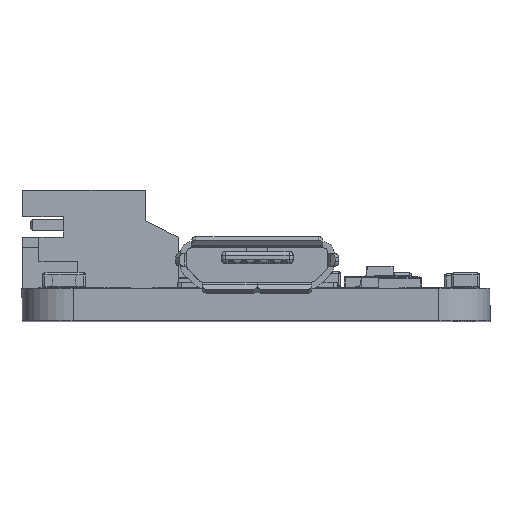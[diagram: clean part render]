
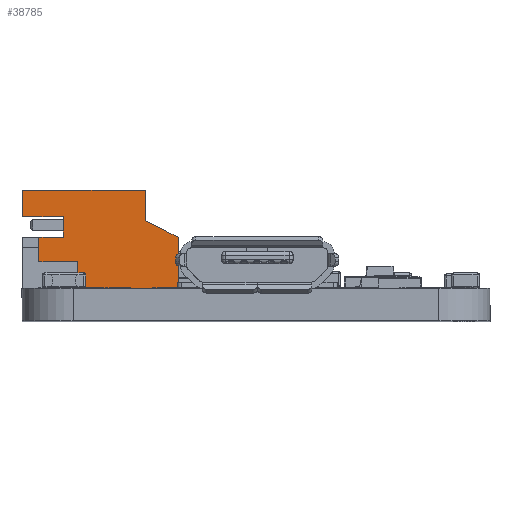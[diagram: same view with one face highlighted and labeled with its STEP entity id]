
A CAD part, top view. The second image highlights one B-rep face of the part: STEP entity #38785.
In plain terms, the highlighted face is planar.
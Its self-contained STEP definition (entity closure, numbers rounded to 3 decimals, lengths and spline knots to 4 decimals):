
#3265=PLANE('',#41642);
#6313=LINE('',#64791,#10313);
#6334=LINE('',#64834,#10334);
#6415=LINE('',#64991,#10415);
#6417=LINE('',#64995,#10417);
#6419=LINE('',#64999,#10419);
#6420=LINE('',#65002,#10420);
#6423=LINE('',#65007,#10423);
#6424=LINE('',#65009,#10424);
#6426=LINE('',#65014,#10426);
#6428=LINE('',#65017,#10428);
#6457=LINE('',#65073,#10457);
#6459=LINE('',#65076,#10459);
#10313=VECTOR('',#48432,1.5);
#10334=VECTOR('',#48459,1.2);
#10415=VECTOR('',#48600,1.2);
#10417=VECTOR('',#48604,1.9);
#10419=VECTOR('',#48608,1.3);
#10420=VECTOR('',#48611,4.9);
#10423=VECTOR('',#48616,2.5);
#10424=VECTOR('',#48619,1.7889);
#10426=VECTOR('',#48623,2.);
#10428=VECTOR('',#48627,1.);
#10457=VECTOR('',#48678,1.3);
#10459=VECTOR('',#48682,6.);
#13381=FACE_OUTER_BOUND('',#15684,.T.);
#15684=EDGE_LOOP('',(#33688,#33689,#33690,#33691,#33692,#33693,#33694,#33695,
#33696,#33697,#33698,#33699));
#19562=VERTEX_POINT('',#64788);
#19563=VERTEX_POINT('',#64790);
#19581=VERTEX_POINT('',#64832);
#19582=VERTEX_POINT('',#64833);
#19628=VERTEX_POINT('',#64989);
#19629=VERTEX_POINT('',#64993);
#19630=VERTEX_POINT('',#64997);
#19631=VERTEX_POINT('',#65001);
#19632=VERTEX_POINT('',#65005);
#19633=VERTEX_POINT('',#65011);
#19634=VERTEX_POINT('',#65013);
#19650=VERTEX_POINT('',#65072);
#24388=EDGE_CURVE('',#19562,#19563,#6313,.F.);
#24409=EDGE_CURVE('',#19581,#19582,#6334,.F.);
#24490=EDGE_CURVE('',#19582,#19628,#6415,.F.);
#24492=EDGE_CURVE('',#19628,#19629,#6417,.T.);
#24494=EDGE_CURVE('',#19629,#19630,#6419,.F.);
#24495=EDGE_CURVE('',#19630,#19631,#6420,.T.);
#24498=EDGE_CURVE('',#19631,#19632,#6423,.T.);
#24499=EDGE_CURVE('',#19632,#19563,#6424,.T.);
#24501=EDGE_CURVE('',#19634,#19633,#6426,.T.);
#24503=EDGE_CURVE('',#19633,#19581,#6428,.F.);
#24532=EDGE_CURVE('',#19650,#19634,#6457,.F.);
#24534=EDGE_CURVE('',#19650,#19562,#6459,.F.);
#33688=ORIENTED_EDGE('',*,*,#24501,.T.);
#33689=ORIENTED_EDGE('',*,*,#24503,.T.);
#33690=ORIENTED_EDGE('',*,*,#24409,.T.);
#33691=ORIENTED_EDGE('',*,*,#24490,.T.);
#33692=ORIENTED_EDGE('',*,*,#24492,.T.);
#33693=ORIENTED_EDGE('',*,*,#24494,.T.);
#33694=ORIENTED_EDGE('',*,*,#24495,.T.);
#33695=ORIENTED_EDGE('',*,*,#24498,.T.);
#33696=ORIENTED_EDGE('',*,*,#24499,.T.);
#33697=ORIENTED_EDGE('',*,*,#24388,.F.);
#33698=ORIENTED_EDGE('',*,*,#24534,.F.);
#33699=ORIENTED_EDGE('',*,*,#24532,.T.);
#38785=ADVANCED_FACE('',(#13381),#3265,.T.);
#41642=AXIS2_PLACEMENT_3D('',#65075,#48680,#48681);
#48432=DIRECTION('',(0.,1.,0.));
#48459=DIRECTION('',(0.,0.,-1.));
#48600=DIRECTION('',(0.,1.,0.));
#48604=DIRECTION('',(0.,0.,-1.));
#48608=DIRECTION('',(0.,1.,0.));
#48611=DIRECTION('',(0.,0.,-1.));
#48616=DIRECTION('',(0.,1.,0.));
#48619=DIRECTION('',(0.,0.447,0.894));
#48623=DIRECTION('',(0.,0.,-1.));
#48627=DIRECTION('',(0.,1.,0.));
#48678=DIRECTION('',(0.,1.,0.));
#48680=DIRECTION('center_axis',(1.,0.,0.));
#48681=DIRECTION('ref_axis',(0.,0.,-1.));
#48682=DIRECTION('',(0.,0.,1.));
#64788=CARTESIAN_POINT('',(3.95,4.8,-6.));
#64790=CARTESIAN_POINT('',(3.95,3.3,-6.));
#64791=CARTESIAN_POINT('',(3.95,3.3,-6.));
#64832=CARTESIAN_POINT('',(3.95,2.5,-2.));
#64833=CARTESIAN_POINT('',(3.95,2.5,-0.8));
#64834=CARTESIAN_POINT('',(3.95,2.5,-0.8));
#64989=CARTESIAN_POINT('',(3.95,1.3,-0.8));
#64991=CARTESIAN_POINT('',(3.95,1.3,-0.8));
#64993=CARTESIAN_POINT('',(3.95,1.3,-2.7));
#64995=CARTESIAN_POINT('',(3.95,1.3,-0.8));
#64997=CARTESIAN_POINT('',(3.95,0.,-2.7));
#64999=CARTESIAN_POINT('',(3.95,0.,-2.7));
#65001=CARTESIAN_POINT('',(3.95,0.,-7.6));
#65002=CARTESIAN_POINT('',(3.95,0.,-2.7));
#65005=CARTESIAN_POINT('',(3.95,2.5,-7.6));
#65007=CARTESIAN_POINT('',(3.95,0.,-7.6));
#65009=CARTESIAN_POINT('',(3.95,2.5,-7.6));
#65011=CARTESIAN_POINT('',(3.95,3.5,-2.));
#65013=CARTESIAN_POINT('',(3.95,3.5,0.));
#65014=CARTESIAN_POINT('',(3.95,3.5,0.));
#65017=CARTESIAN_POINT('',(3.95,2.5,-2.));
#65072=CARTESIAN_POINT('',(3.95,4.8,0.));
#65073=CARTESIAN_POINT('',(3.95,3.5,0.));
#65075=CARTESIAN_POINT('Origin',(3.95,2.4,-3.));
#65076=CARTESIAN_POINT('',(3.95,4.8,-6.));
